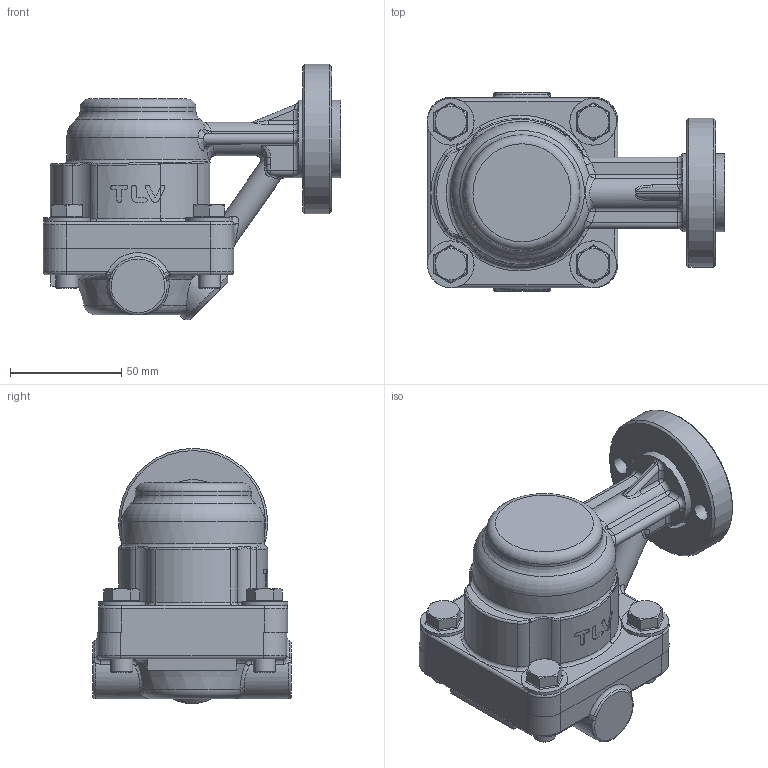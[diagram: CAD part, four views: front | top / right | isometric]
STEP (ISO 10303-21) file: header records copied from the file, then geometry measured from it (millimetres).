
FILE_DESCRIPTION(/* description */ (''),/* implementation_level */ '2;1');
FILE_NAME(/* name */ 's1nl0-000-f0000-00.stp',/* time_stamp */ '2018-09-18T11:35:28+09:00',/* author */ ('nakaot'),/* organization */ (''),/* preprocessor_version */ 'ST-DEVELOPER v15.6',/* originating_system */ 'Autodesk Inventor 2015',/* authorisation */ '');
FILE_SCHEMA (('CONFIG_CONTROL_DESIGN'));
Length unit declared in the file: centimetre
Products named in the file (1): s1nl0-000-f0000-00
Bounding box: 133.5 x 89 x 114.58 mm (x, y, z)
Volume: 474061.4 mm3; surface area: 63376.7 mm2
Topology: 2 solids, 4 shells, 416 faces, 972 edges, 576 vertices
Faces by surface type: cylinder 140, plane 121, bspline 59, torus 53, cone 37, sphere 6
Full cylindrical faces by diameter (mm): 4 x2, 6 x1, 7 x1, 8 x2, 10 x5, 11 x4, 12 x1, 16 x1, 21 x4, 25 x1, 28 x1, 30.9 x1, 33.6 x1, 33.8 x1, 35 x3, 35.5 x1, 39 x1, 52 x1, 67 x1
Entity records: 14201 total; most frequent: CARTESIAN_POINT 5090, DIRECTION 1824, ORIENTED_EDGE 1788, EDGE_CURVE 894, AXIS2_PLACEMENT_3D 786, VERTEX_POINT 552, EDGE_LOOP 498, FACE_OUTER_BOUND 416
